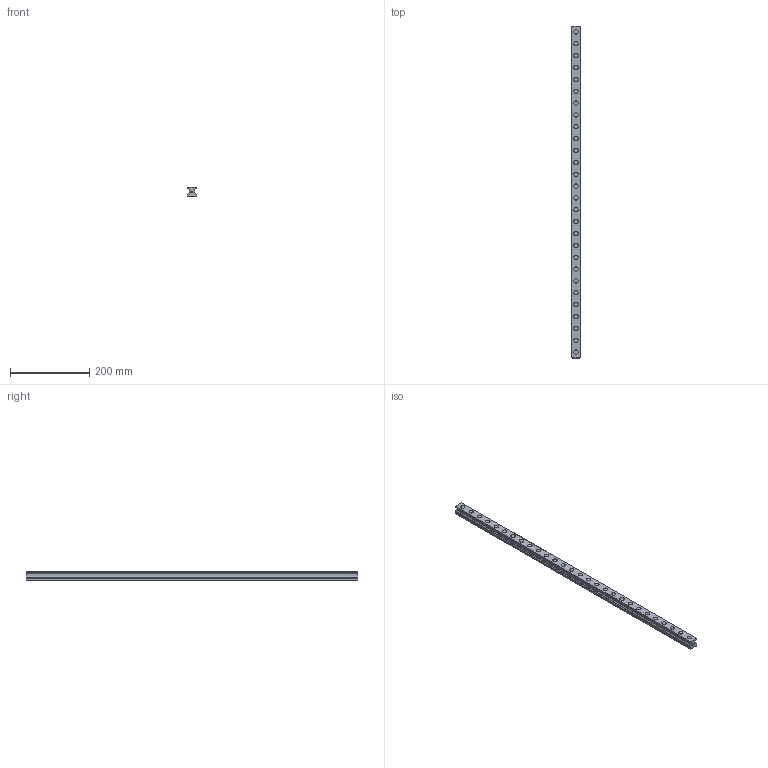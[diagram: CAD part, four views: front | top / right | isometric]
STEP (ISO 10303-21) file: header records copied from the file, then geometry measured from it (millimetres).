
FILE_DESCRIPTION(('STEP AP214'),'1');
FILE_NAME('cctmp_D731A9DF-4EC7-4E4B-AD90-DBD1F75CEB4B_2021_03_10_17_29_02_0955..stp','2021-03-10T16:29:03',('HIWIN GmbH'),('CADClick - www.CADClick.com'),'Spatial InterOp 3D',' ','unknown authorization');
FILE_SCHEMA(('AUTOMOTIVE_DESIGN'));
Length unit declared in the file: millimetre
Products named in the file (1): RGR25R840H_FILE
Bounding box: 23 x 840 x 23.6 mm (x, y, z)
Volume: 336855.2 mm3; surface area: 104878.7 mm2
Topology: 1 solids, 1 shells, 369 faces, 837 edges, 558 vertices
Faces by surface type: cylinder 186, plane 183
Entity records: 13459 total; most frequent: DIRECTION 1949, CARTESIAN_POINT 1765, ORIENTED_EDGE 1674, EDGE_CURVE 837, AXIS2_PLACEMENT_3D 742, VERTEX_POINT 558, LINE 465, VECTOR 465
